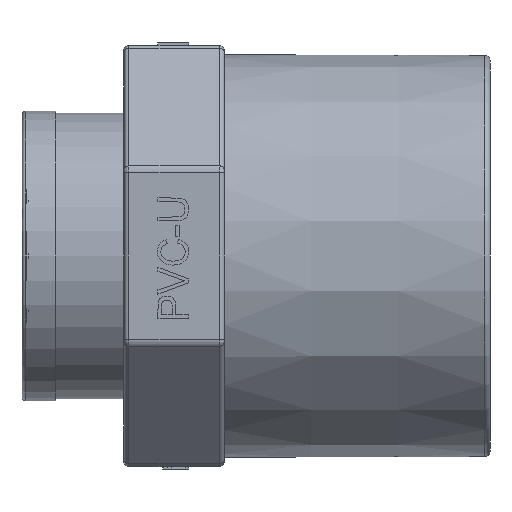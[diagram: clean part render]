
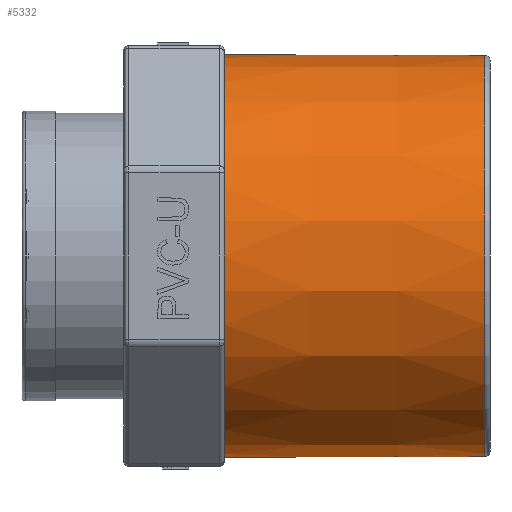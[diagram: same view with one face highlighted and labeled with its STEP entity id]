
A CAD part, left-side view. The second image highlights one B-rep face of the part: STEP entity #5332.
In plain terms, the highlighted conical face has half-angle 0.116 degrees and reference radius 20.054 mm.
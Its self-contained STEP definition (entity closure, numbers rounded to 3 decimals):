
#93=CONICAL_SURFACE('',#5707,20.054,0.002);
#359=FACE_OUTER_BOUND('',#713,.T.);
#713=EDGE_LOOP('',(#3986,#3987,#3988,#3989,#3990));
#1051=CIRCLE('',#5706,20.054);
#1052=CIRCLE('',#5708,20.001);
#1053=CIRCLE('',#5709,20.001);
#1451=LINE('',#10912,#1990);
#1990=VECTOR('',#6327,20.054);
#2625=VERTEX_POINT('',#10908);
#2626=VERTEX_POINT('',#10911);
#2627=VERTEX_POINT('',#10913);
#3162=EDGE_CURVE('',#2625,#2625,#1051,.T.);
#3163=EDGE_CURVE('',#2625,#2626,#1451,.T.);
#3164=EDGE_CURVE('',#2627,#2626,#1052,.T.);
#3165=EDGE_CURVE('',#2626,#2627,#1053,.T.);
#3986=ORIENTED_EDGE('',*,*,#3162,.T.);
#3987=ORIENTED_EDGE('',*,*,#3163,.T.);
#3988=ORIENTED_EDGE('',*,*,#3164,.F.);
#3989=ORIENTED_EDGE('',*,*,#3165,.F.);
#3990=ORIENTED_EDGE('',*,*,#3163,.F.);
#5332=ADVANCED_FACE('',(#359),#93,.T.);
#5706=AXIS2_PLACEMENT_3D('',#10909,#6323,#6324);
#5707=AXIS2_PLACEMENT_3D('',#10910,#6325,#6326);
#5708=AXIS2_PLACEMENT_3D('',#10914,#6328,#6329);
#5709=AXIS2_PLACEMENT_3D('',#10915,#6330,#6331);
#6323=DIRECTION('center_axis',(0.,-1.,0.));
#6324=DIRECTION('ref_axis',(0.,0.,-1.));
#6325=DIRECTION('center_axis',(0.,1.,0.));
#6326=DIRECTION('ref_axis',(0.,0.,1.));
#6327=DIRECTION('',(0.,-1.,0.002));
#6328=DIRECTION('center_axis',(0.,-1.,0.));
#6329=DIRECTION('ref_axis',(0.,0.,-1.));
#6330=DIRECTION('center_axis',(0.,-1.,0.));
#6331=DIRECTION('ref_axis',(0.,0.,-1.));
#10908=CARTESIAN_POINT('',(0.,-20.,-20.054));
#10909=CARTESIAN_POINT('Origin',(0.,-20.,0.));
#10910=CARTESIAN_POINT('Origin',(0.,-20.,0.));
#10911=CARTESIAN_POINT('',(0.,-46.001,-20.001));
#10912=CARTESIAN_POINT('',(0.,-20.,-20.054));
#10913=CARTESIAN_POINT('',(0.,-46.001,20.001));
#10914=CARTESIAN_POINT('Origin',(0.,-46.001,0.));
#10915=CARTESIAN_POINT('Origin',(0.,-46.001,0.));
